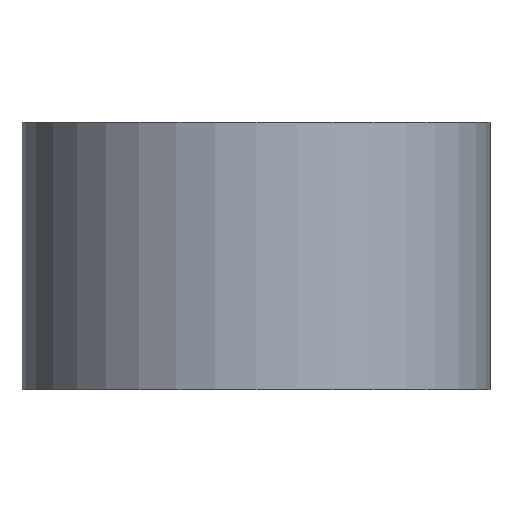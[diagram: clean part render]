
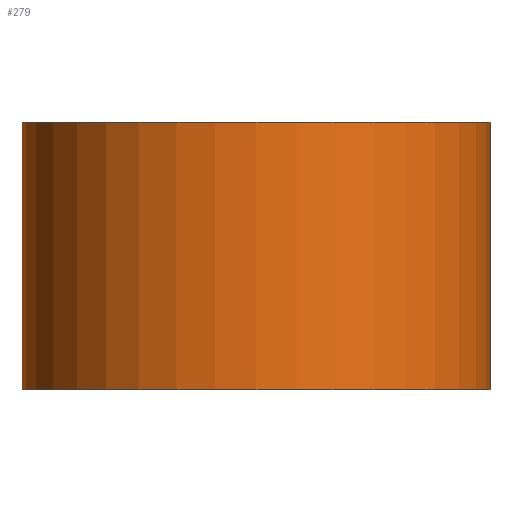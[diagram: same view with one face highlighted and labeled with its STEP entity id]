
A CAD part, front view. The second image highlights one B-rep face of the part: STEP entity #279.
In plain terms, the highlighted cylindrical face has radius 17.5 mm (diameter 35 mm), a partial arc.
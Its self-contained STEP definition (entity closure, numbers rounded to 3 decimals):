
#4 = DIRECTION ( 'NONE',  ( -1., 0., 0. ) ) ;
#8 = EDGE_CURVE ( 'NONE', #383, #81, #267, .T. ) ;
#10 = ORIENTED_EDGE ( 'NONE', *, *, #156, .T. ) ;
#18 = ORIENTED_EDGE ( 'NONE', *, *, #8, .F. ) ;
#37 = DIRECTION ( 'NONE',  ( 1., 0., 0. ) ) ;
#40 = CARTESIAN_POINT ( 'NONE',  ( -17.5, 0., -10. ) ) ;
#43 = EDGE_CURVE ( 'NONE', #82, #383, #269, .T. ) ;
#51 = AXIS2_PLACEMENT_3D ( 'NONE', #239, #366, #4 ) ;
#69 = VERTEX_POINT ( 'NONE', #40 ) ;
#81 = VERTEX_POINT ( 'NONE', #211 ) ;
#82 = VERTEX_POINT ( 'NONE', #260 ) ;
#90 = VECTOR ( 'NONE', #418, 1000. ) ;
#95 = CARTESIAN_POINT ( 'NONE',  ( -17.5, 0., 10. ) ) ;
#110 = CYLINDRICAL_SURFACE ( 'NONE', #51, 17.5 ) ;
#113 = CIRCLE ( 'NONE', #465, 17.5 ) ;
#134 = DIRECTION ( 'NONE',  ( 0., 0., 1. ) ) ;
#150 = AXIS2_PLACEMENT_3D ( 'NONE', #268, #185, #414 ) ;
#156 = EDGE_CURVE ( 'NONE', #82, #69, #247, .T. ) ;
#174 = ORIENTED_EDGE ( 'NONE', *, *, #43, .F. ) ;
#185 = DIRECTION ( 'NONE',  ( 0., 0., 1. ) ) ;
#211 = CARTESIAN_POINT ( 'NONE',  ( 17.5, 0., -10. ) ) ;
#232 = ORIENTED_EDGE ( 'NONE', *, *, #368, .T. ) ;
#239 = CARTESIAN_POINT ( 'NONE',  ( 0., 0., 10. ) ) ;
#247 = LINE ( 'NONE', #95, #262 ) ;
#260 = CARTESIAN_POINT ( 'NONE',  ( -17.5, 0., 10. ) ) ;
#262 = VECTOR ( 'NONE', #381, 1000. ) ;
#267 = LINE ( 'NONE', #332, #90 ) ;
#268 = CARTESIAN_POINT ( 'NONE',  ( 0., 0., 10. ) ) ;
#269 = CIRCLE ( 'NONE', #150, 17.5 ) ;
#279 = ADVANCED_FACE ( 'NONE', ( #287 ), #110, .T. ) ;
#287 = FACE_OUTER_BOUND ( 'NONE', #345, .T. ) ;
#332 = CARTESIAN_POINT ( 'NONE',  ( 17.5, 0., 10. ) ) ;
#340 = CARTESIAN_POINT ( 'NONE',  ( 17.5, 0., 10. ) ) ;
#345 = EDGE_LOOP ( 'NONE', ( #18, #174, #10, #232 ) ) ;
#366 = DIRECTION ( 'NONE',  ( 0., 0., -1. ) ) ;
#368 = EDGE_CURVE ( 'NONE', #69, #81, #113, .T. ) ;
#381 = DIRECTION ( 'NONE',  ( 0., 0., -1. ) ) ;
#383 = VERTEX_POINT ( 'NONE', #340 ) ;
#414 = DIRECTION ( 'NONE',  ( 1., 0., 0. ) ) ;
#418 = DIRECTION ( 'NONE',  ( 0., 0., -1. ) ) ;
#465 = AXIS2_PLACEMENT_3D ( 'NONE', #478, #134, #37 ) ;
#478 = CARTESIAN_POINT ( 'NONE',  ( 0., 0., -10. ) ) ;
